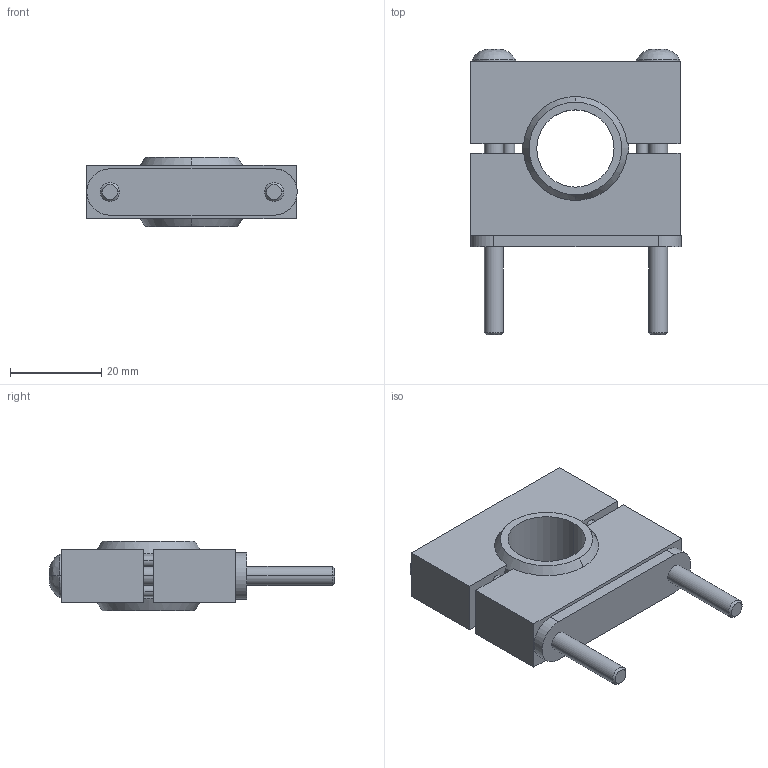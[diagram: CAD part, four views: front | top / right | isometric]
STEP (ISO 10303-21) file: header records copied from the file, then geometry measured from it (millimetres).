
FILE_DESCRIPTION((''),'2;1');
FILE_NAME('156796_SW','2011-10-06T',('banengservice'),('BANNER ENGINEERING'),'PRO/ENGINEER BY PARAMETRIC TECHNOLOGY CORPORATION, 2009141','PRO/ENGINEER BY PARAMETRIC TECHNOLOGY CORPORATION, 2009141','');
FILE_SCHEMA(('CONFIG_CONTROL_DESIGN'));
Length unit declared in the file: inch
Products named in the file (1): 156796_SW
Bounding box: 46.23 x 62.69 x 15.24 mm (x, y, z)
Volume: 18047.1 mm3; surface area: 11940.1 mm2
Topology: 2 solids, 2 shells, 125 faces, 296 edges, 193 vertices
Faces by surface type: plane 61, cylinder 48, sphere 8, bspline 4, cone 4
Entity records: 3887 total; most frequent: CARTESIAN_POINT 890, DIRECTION 649, ORIENTED_EDGE 584, EDGE_CURVE 292, AXIS2_PLACEMENT_3D 260, VERTEX_POINT 193, EDGE_LOOP 151, CIRCLE 139
